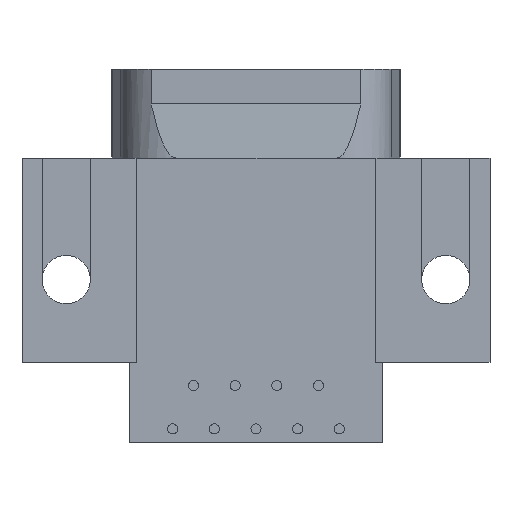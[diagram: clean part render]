
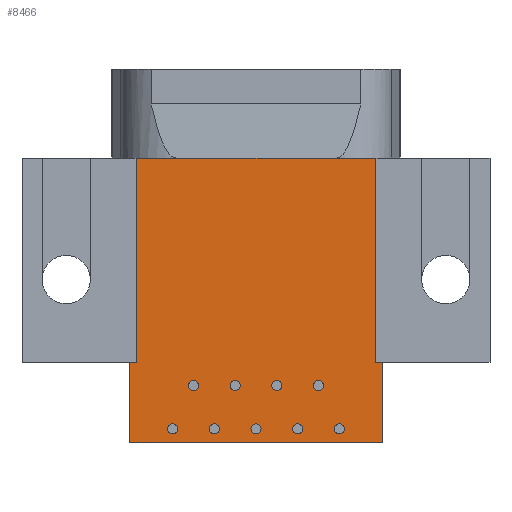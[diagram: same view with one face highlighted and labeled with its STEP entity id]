
A CAD part, front view. The second image highlights one B-rep face of the part: STEP entity #8466.
In plain terms, the highlighted planar face has unit normal (0, -1, 0).
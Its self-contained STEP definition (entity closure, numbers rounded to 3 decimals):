
#2563=DIRECTION('',(-1.,0.,0.));
#2564=VECTOR('',#2563,2.625);
#2565=CARTESIAN_POINT('',(7.899,1.067,-5.842));
#2566=LINE('',#2565,#2564);
#2580=DIRECTION('',(-1.,0.,0.));
#2581=VECTOR('',#2580,2.625);
#2582=CARTESIAN_POINT('',(-5.275,1.067,-5.842));
#2583=LINE('',#2582,#2581);
#2652=DIRECTION('',(0.,0.,-1.));
#2653=VECTOR('',#2652,5.283);
#2654=CARTESIAN_POINT('',(-8.344,1.067,-19.304));
#2655=LINE('',#2654,#2653);
#2676=DIRECTION('',(1.,0.,0.));
#2677=VECTOR('',#2676,0.445);
#2678=CARTESIAN_POINT('',(-8.344,1.067,-19.304));
#2679=LINE('',#2678,#2677);
#2700=DIRECTION('',(1.,0.,0.));
#2701=VECTOR('',#2700,0.445);
#2702=CARTESIAN_POINT('',(7.899,1.067,-19.304));
#2703=LINE('',#2702,#2701);
#2883=DIRECTION('',(0.,0.,-1.));
#2884=VECTOR('',#2883,13.462);
#2885=CARTESIAN_POINT('',(-7.899,1.067,-5.842));
#2886=LINE('',#2885,#2884);
#2887=DIRECTION('',(0.,0.,-1.));
#2888=VECTOR('',#2887,13.462);
#2889=CARTESIAN_POINT('',(7.899,1.067,-5.842));
#2890=LINE('',#2889,#2888);
#2891=CARTESIAN_POINT('',(-5.486,1.067,-23.673));
#2892=DIRECTION('',(0.,-1.,0.));
#2893=DIRECTION('',(1.,0.,0.));
#2894=AXIS2_PLACEMENT_3D('',#2891,#2892,#2893);
#2896=CARTESIAN_POINT('',(-5.486,1.067,-23.673));
#2897=DIRECTION('',(0.,-1.,0.));
#2898=DIRECTION('',(-1.,0.,0.));
#2899=AXIS2_PLACEMENT_3D('',#2896,#2897,#2898);
#2901=CARTESIAN_POINT('',(-4.115,1.067,-20.828));
#2902=DIRECTION('',(0.,-1.,0.));
#2903=DIRECTION('',(1.,0.,0.));
#2904=AXIS2_PLACEMENT_3D('',#2901,#2902,#2903);
#2906=CARTESIAN_POINT('',(-4.115,1.067,-20.828));
#2907=DIRECTION('',(0.,-1.,0.));
#2908=DIRECTION('',(-1.,0.,0.));
#2909=AXIS2_PLACEMENT_3D('',#2906,#2907,#2908);
#2911=CARTESIAN_POINT('',(-2.743,1.067,-23.673));
#2912=DIRECTION('',(0.,-1.,0.));
#2913=DIRECTION('',(1.,0.,0.));
#2914=AXIS2_PLACEMENT_3D('',#2911,#2912,#2913);
#2916=CARTESIAN_POINT('',(-2.743,1.067,-23.673));
#2917=DIRECTION('',(0.,-1.,0.));
#2918=DIRECTION('',(-1.,0.,0.));
#2919=AXIS2_PLACEMENT_3D('',#2916,#2917,#2918);
#2921=CARTESIAN_POINT('',(0.,1.067,-23.673));
#2922=DIRECTION('',(0.,-1.,0.));
#2923=DIRECTION('',(1.,0.,0.));
#2924=AXIS2_PLACEMENT_3D('',#2921,#2922,#2923);
#2926=CARTESIAN_POINT('',(0.,1.067,-23.673));
#2927=DIRECTION('',(0.,-1.,0.));
#2928=DIRECTION('',(-1.,0.,0.));
#2929=AXIS2_PLACEMENT_3D('',#2926,#2927,#2928);
#2931=CARTESIAN_POINT('',(-1.372,1.067,-20.828));
#2932=DIRECTION('',(0.,-1.,0.));
#2933=DIRECTION('',(1.,0.,0.));
#2934=AXIS2_PLACEMENT_3D('',#2931,#2932,#2933);
#2936=CARTESIAN_POINT('',(-1.372,1.067,-20.828));
#2937=DIRECTION('',(0.,-1.,0.));
#2938=DIRECTION('',(-1.,0.,0.));
#2939=AXIS2_PLACEMENT_3D('',#2936,#2937,#2938);
#2941=CARTESIAN_POINT('',(5.486,1.067,-23.673));
#2942=DIRECTION('',(0.,-1.,0.));
#2943=DIRECTION('',(1.,0.,0.));
#2944=AXIS2_PLACEMENT_3D('',#2941,#2942,#2943);
#2946=CARTESIAN_POINT('',(5.486,1.067,-23.673));
#2947=DIRECTION('',(0.,-1.,0.));
#2948=DIRECTION('',(-1.,0.,0.));
#2949=AXIS2_PLACEMENT_3D('',#2946,#2947,#2948);
#2951=CARTESIAN_POINT('',(4.115,1.067,-20.828));
#2952=DIRECTION('',(0.,-1.,0.));
#2953=DIRECTION('',(1.,0.,0.));
#2954=AXIS2_PLACEMENT_3D('',#2951,#2952,#2953);
#2956=CARTESIAN_POINT('',(4.115,1.067,-20.828));
#2957=DIRECTION('',(0.,-1.,0.));
#2958=DIRECTION('',(-1.,0.,0.));
#2959=AXIS2_PLACEMENT_3D('',#2956,#2957,#2958);
#2961=CARTESIAN_POINT('',(2.743,1.067,-23.673));
#2962=DIRECTION('',(0.,-1.,0.));
#2963=DIRECTION('',(1.,0.,0.));
#2964=AXIS2_PLACEMENT_3D('',#2961,#2962,#2963);
#2966=CARTESIAN_POINT('',(2.743,1.067,-23.673));
#2967=DIRECTION('',(0.,-1.,0.));
#2968=DIRECTION('',(-1.,0.,0.));
#2969=AXIS2_PLACEMENT_3D('',#2966,#2967,#2968);
#2971=CARTESIAN_POINT('',(1.372,1.067,-20.828));
#2972=DIRECTION('',(0.,-1.,0.));
#2973=DIRECTION('',(1.,0.,0.));
#2974=AXIS2_PLACEMENT_3D('',#2971,#2972,#2973);
#2976=CARTESIAN_POINT('',(1.372,1.067,-20.828));
#2977=DIRECTION('',(0.,-1.,0.));
#2978=DIRECTION('',(-1.,0.,0.));
#2979=AXIS2_PLACEMENT_3D('',#2976,#2977,#2978);
#2989=DIRECTION('',(0.,0.,-1.));
#2990=VECTOR('',#2989,5.283);
#2991=CARTESIAN_POINT('',(8.344,1.067,-19.304));
#2992=LINE('',#2991,#2990);
#3005=DIRECTION('',(1.,0.,0.));
#3006=VECTOR('',#3005,16.688);
#3007=CARTESIAN_POINT('',(-8.344,1.067,-24.587));
#3008=LINE('',#3007,#3006);
#3115=DIRECTION('',(-1.,0.,0.));
#3116=VECTOR('',#3115,10.549);
#3117=CARTESIAN_POINT('',(5.275,1.067,-5.842));
#3118=LINE('',#3117,#3116);
#3432=CARTESIAN_POINT('',(-8.344,1.067,-24.587));
#3434=VERTEX_POINT('',#3432);
#3436=CARTESIAN_POINT('',(8.344,1.067,-24.587));
#3438=VERTEX_POINT('',#3436);
#3441=CARTESIAN_POINT('',(-8.344,1.067,-19.304));
#3443=VERTEX_POINT('',#3441);
#3445=CARTESIAN_POINT('',(8.344,1.067,-19.304));
#3447=VERTEX_POINT('',#3445);
#3448=CARTESIAN_POINT('',(-7.899,1.067,-19.304));
#3449=VERTEX_POINT('',#3448);
#3514=CARTESIAN_POINT('',(7.899,1.067,-19.304));
#3515=VERTEX_POINT('',#3514);
#3516=CARTESIAN_POINT('',(-7.899,1.067,-5.842));
#3517=VERTEX_POINT('',#3516);
#3518=CARTESIAN_POINT('',(7.899,1.067,-5.842));
#3519=VERTEX_POINT('',#3518);
#3538=CARTESIAN_POINT('',(5.275,1.067,-5.842));
#3539=VERTEX_POINT('',#3538);
#3540=CARTESIAN_POINT('',(-5.275,1.067,-5.842));
#3541=VERTEX_POINT('',#3540);
#3950=CARTESIAN_POINT('',(-5.156,1.067,-23.673));
#3951=CARTESIAN_POINT('',(-5.817,1.067,-23.673));
#3952=VERTEX_POINT('',#3950);
#3953=VERTEX_POINT('',#3951);
#3954=CARTESIAN_POINT('',(-3.785,1.067,-20.828));
#3955=CARTESIAN_POINT('',(-4.445,1.067,-20.828));
#3956=VERTEX_POINT('',#3954);
#3957=VERTEX_POINT('',#3955);
#3958=CARTESIAN_POINT('',(-2.413,1.067,-23.673));
#3959=CARTESIAN_POINT('',(-3.073,1.067,-23.673));
#3960=VERTEX_POINT('',#3958);
#3961=VERTEX_POINT('',#3959);
#3962=CARTESIAN_POINT('',(0.33,1.067,-23.673));
#3963=CARTESIAN_POINT('',(-0.33,1.067,-23.673));
#3964=VERTEX_POINT('',#3962);
#3965=VERTEX_POINT('',#3963);
#3966=CARTESIAN_POINT('',(-1.041,1.067,-20.828));
#3967=CARTESIAN_POINT('',(-1.702,1.067,-20.828));
#3968=VERTEX_POINT('',#3966);
#3969=VERTEX_POINT('',#3967);
#3970=CARTESIAN_POINT('',(5.817,1.067,-23.673));
#3971=CARTESIAN_POINT('',(5.156,1.067,-23.673));
#3972=VERTEX_POINT('',#3970);
#3973=VERTEX_POINT('',#3971);
#3974=CARTESIAN_POINT('',(4.445,1.067,-20.828));
#3975=CARTESIAN_POINT('',(3.785,1.067,-20.828));
#3976=VERTEX_POINT('',#3974);
#3977=VERTEX_POINT('',#3975);
#3978=CARTESIAN_POINT('',(3.073,1.067,-23.673));
#3979=CARTESIAN_POINT('',(2.413,1.067,-23.673));
#3980=VERTEX_POINT('',#3978);
#3981=VERTEX_POINT('',#3979);
#3982=CARTESIAN_POINT('',(1.702,1.067,-20.828));
#3983=CARTESIAN_POINT('',(1.041,1.067,-20.828));
#3984=VERTEX_POINT('',#3982);
#3985=VERTEX_POINT('',#3983);
#8391=CARTESIAN_POINT('',(7.899,1.067,-5.842));
#8392=DIRECTION('',(0.,1.,0.));
#8393=DIRECTION('',(-1.,0.,0.));
#8394=AXIS2_PLACEMENT_3D('',#8391,#8392,#8393);
#8395=PLANE('',#8394);
#8397=ORIENTED_EDGE('',*,*,#8396,.T.);
#8398=ORIENTED_EDGE('',*,*,#8142,.T.);
#8400=ORIENTED_EDGE('',*,*,#8399,.T.);
#8402=ORIENTED_EDGE('',*,*,#8401,.F.);
#8403=ORIENTED_EDGE('',*,*,#8092,.F.);
#8404=ORIENTED_EDGE('',*,*,#8119,.T.);
#8405=ORIENTED_EDGE('',*,*,#8386,.F.);
#8406=ORIENTED_EDGE('',*,*,#7964,.F.);
#8408=ORIENTED_EDGE('',*,*,#8407,.F.);
#8409=ORIENTED_EDGE('',*,*,#7933,.F.);
#8410=EDGE_LOOP('',(#8397,#8398,#8400,#8402,#8403,#8404,#8405,#8406,#8408,
#8409));
#8411=FACE_OUTER_BOUND('',#8410,.F.);
#8413=ORIENTED_EDGE('',*,*,#8412,.T.);
#8415=ORIENTED_EDGE('',*,*,#8414,.T.);
#8416=EDGE_LOOP('',(#8413,#8415));
#8417=FACE_BOUND('',#8416,.F.);
#8419=ORIENTED_EDGE('',*,*,#8418,.T.);
#8421=ORIENTED_EDGE('',*,*,#8420,.T.);
#8422=EDGE_LOOP('',(#8419,#8421));
#8423=FACE_BOUND('',#8422,.F.);
#8425=ORIENTED_EDGE('',*,*,#8424,.T.);
#8427=ORIENTED_EDGE('',*,*,#8426,.T.);
#8428=EDGE_LOOP('',(#8425,#8427));
#8429=FACE_BOUND('',#8428,.F.);
#8431=ORIENTED_EDGE('',*,*,#8430,.T.);
#8433=ORIENTED_EDGE('',*,*,#8432,.T.);
#8434=EDGE_LOOP('',(#8431,#8433));
#8435=FACE_BOUND('',#8434,.F.);
#8437=ORIENTED_EDGE('',*,*,#8436,.T.);
#8439=ORIENTED_EDGE('',*,*,#8438,.T.);
#8440=EDGE_LOOP('',(#8437,#8439));
#8441=FACE_BOUND('',#8440,.F.);
#8443=ORIENTED_EDGE('',*,*,#8442,.T.);
#8445=ORIENTED_EDGE('',*,*,#8444,.T.);
#8446=EDGE_LOOP('',(#8443,#8445));
#8447=FACE_BOUND('',#8446,.F.);
#8449=ORIENTED_EDGE('',*,*,#8448,.T.);
#8451=ORIENTED_EDGE('',*,*,#8450,.T.);
#8452=EDGE_LOOP('',(#8449,#8451));
#8453=FACE_BOUND('',#8452,.F.);
#8455=ORIENTED_EDGE('',*,*,#8454,.T.);
#8457=ORIENTED_EDGE('',*,*,#8456,.T.);
#8458=EDGE_LOOP('',(#8455,#8457));
#8459=FACE_BOUND('',#8458,.F.);
#8461=ORIENTED_EDGE('',*,*,#8460,.T.);
#8463=ORIENTED_EDGE('',*,*,#8462,.T.);
#8464=EDGE_LOOP('',(#8461,#8463));
#8465=FACE_BOUND('',#8464,.F.);
#8466=ADVANCED_FACE('',(#8411,#8417,#8423,#8429,#8435,#8441,#8447,#8453,#8459,
#8465),#8395,.F.);
#2895=CIRCLE('',#2894,0.33);
#2900=CIRCLE('',#2899,0.33);
#2905=CIRCLE('',#2904,0.33);
#2910=CIRCLE('',#2909,0.33);
#2915=CIRCLE('',#2914,0.33);
#2920=CIRCLE('',#2919,0.33);
#2925=CIRCLE('',#2924,0.33);
#2930=CIRCLE('',#2929,0.33);
#2935=CIRCLE('',#2934,0.33);
#2940=CIRCLE('',#2939,0.33);
#2945=CIRCLE('',#2944,0.33);
#2950=CIRCLE('',#2949,0.33);
#2955=CIRCLE('',#2954,0.33);
#2960=CIRCLE('',#2959,0.33);
#2965=CIRCLE('',#2964,0.33);
#2970=CIRCLE('',#2969,0.33);
#2975=CIRCLE('',#2974,0.33);
#2980=CIRCLE('',#2979,0.33);
#7933=EDGE_CURVE('',#3519,#3539,#2566,.T.);
#7964=EDGE_CURVE('',#3541,#3517,#2583,.T.);
#8092=EDGE_CURVE('',#3443,#3434,#2655,.T.);
#8119=EDGE_CURVE('',#3443,#3449,#2679,.T.);
#8142=EDGE_CURVE('',#3515,#3447,#2703,.T.);
#8386=EDGE_CURVE('',#3517,#3449,#2886,.T.);
#8396=EDGE_CURVE('',#3519,#3515,#2890,.T.);
#8399=EDGE_CURVE('',#3447,#3438,#2992,.T.);
#8401=EDGE_CURVE('',#3434,#3438,#3008,.T.);
#8407=EDGE_CURVE('',#3539,#3541,#3118,.T.);
#8412=EDGE_CURVE('',#3952,#3953,#2895,.T.);
#8414=EDGE_CURVE('',#3953,#3952,#2900,.T.);
#8418=EDGE_CURVE('',#3956,#3957,#2905,.T.);
#8420=EDGE_CURVE('',#3957,#3956,#2910,.T.);
#8424=EDGE_CURVE('',#3960,#3961,#2915,.T.);
#8426=EDGE_CURVE('',#3961,#3960,#2920,.T.);
#8430=EDGE_CURVE('',#3964,#3965,#2925,.T.);
#8432=EDGE_CURVE('',#3965,#3964,#2930,.T.);
#8436=EDGE_CURVE('',#3968,#3969,#2935,.T.);
#8438=EDGE_CURVE('',#3969,#3968,#2940,.T.);
#8442=EDGE_CURVE('',#3972,#3973,#2945,.T.);
#8444=EDGE_CURVE('',#3973,#3972,#2950,.T.);
#8448=EDGE_CURVE('',#3976,#3977,#2955,.T.);
#8450=EDGE_CURVE('',#3977,#3976,#2960,.T.);
#8454=EDGE_CURVE('',#3980,#3981,#2965,.T.);
#8456=EDGE_CURVE('',#3981,#3980,#2970,.T.);
#8460=EDGE_CURVE('',#3984,#3985,#2975,.T.);
#8462=EDGE_CURVE('',#3985,#3984,#2980,.T.);
